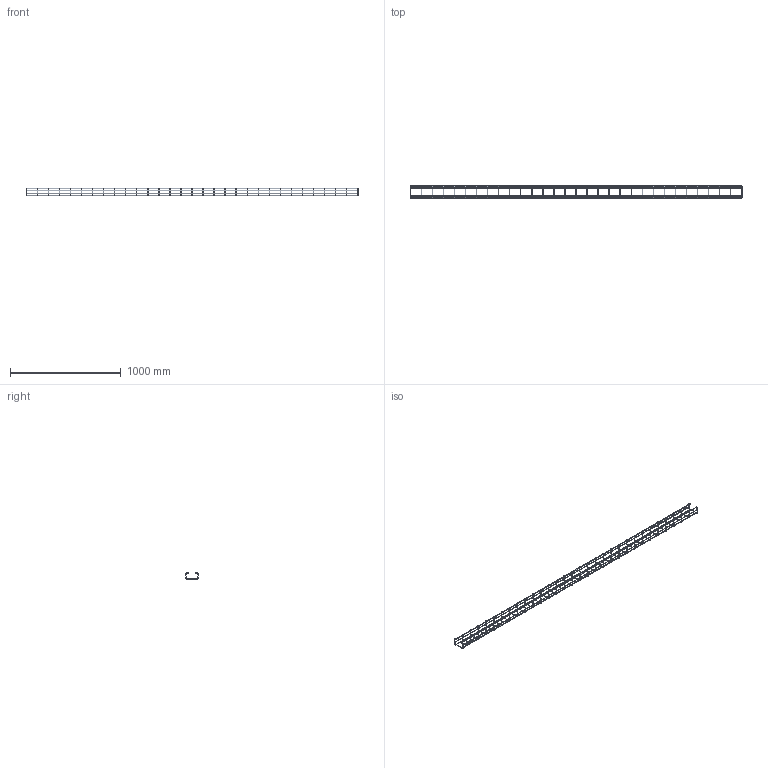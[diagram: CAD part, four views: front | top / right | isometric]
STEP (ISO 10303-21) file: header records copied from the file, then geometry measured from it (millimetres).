
FILE_DESCRIPTION(/* description */ (''),/* implementation_level */ '2;1');
FILE_NAME(/* name */ '004078.stp',/* time_stamp */ '2024-01-03T10:48:28+01:00',/* author */ ('bonnaudn'),/* organization */ (''),/* preprocessor_version */ 'ST-DEVELOPER v19.2',/* originating_system */ 'AutoCAD Mechanical',/* authorisation */ '');
FILE_SCHEMA (('AUTOMOTIVE_DESIGN { 1 0 10303 214 3 1 1 }'));
Length unit declared in the file: millimetre
Products named in the file (3): Product; *U1; *U0
Assembly tree (32 placements, depth 3):
  Product
    *U1
      *U0  x31
Bounding box: 3004.4 x 115.6 x 65.6 mm (x, y, z)
Volume: 475497.5 mm3; surface area: 433456.4 mm2
Topology: 39 solids, 39 shells, 365 faces, 861 edges, 574 vertices
Faces by surface type: cylinder 163, torus 124, plane 78
Full cylindrical faces by diameter (mm): 4.4 x163
Entity records: 1087 total; most frequent: DIRECTION 229, CARTESIAN_POINT 155, AXIS2_PLACEMENT_3D 108, ORIENTED_EDGE 102, EDGE_CURVE 51, CIRCLE 38, FACE_OUTER_BOUND 35, EDGE_LOOP 35
